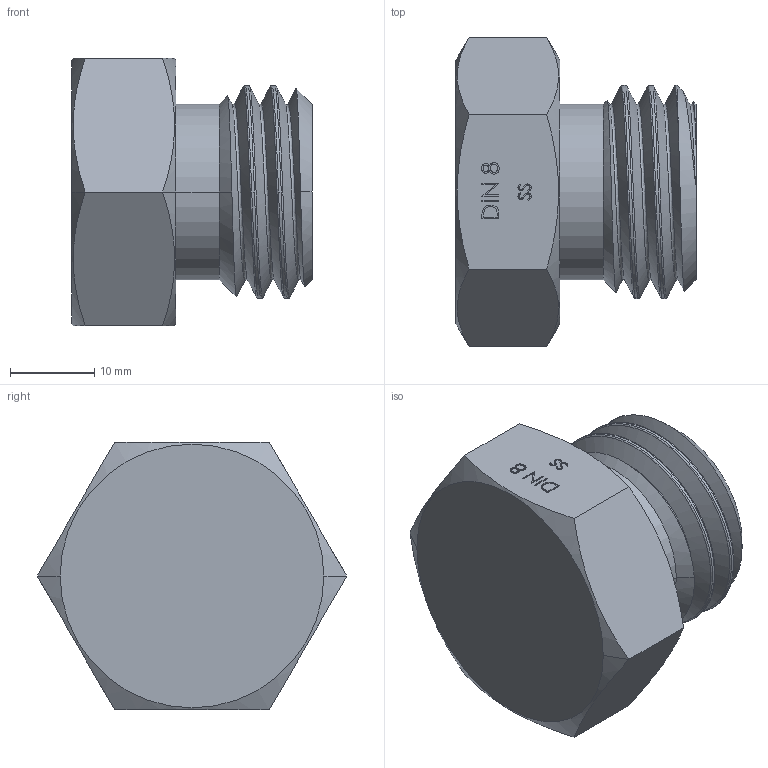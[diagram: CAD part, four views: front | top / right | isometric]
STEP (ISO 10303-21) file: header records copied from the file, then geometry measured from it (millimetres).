
FILE_DESCRIPTION (( 'STEP AP203' ), '1' );
FILE_NAME ('AD-DIN8SS-BL.STEP', '2023-01-31T21:40:41', ( '' ), ( '' ), 'SwSTEP 2.0', 'SolidWorks 2018', '' );
FILE_SCHEMA (( 'CONFIG_CONTROL_DESIGN' ));
Length unit declared in the file: inch
Products named in the file (1): AD-DIN8SS-BL
Bounding box: 28.45 x 36.66 x 31.75 mm (x, y, z)
Volume: 16281.3 mm3; surface area: 4959 mm2
Topology: 1 solids, 1 shells, 125 faces, 330 edges, 216 vertices
Faces by surface type: bspline 59, plane 43, cone 13, cylinder 10
Entity records: 9036 total; most frequent: CARTESIAN_POINT 6364, ORIENTED_EDGE 656, EDGE_CURVE 328, DIRECTION 323, VERTEX_POINT 216, LINE 153, VECTOR 153, B_SPLINE_CURVE_WITH_KNOTS 140
